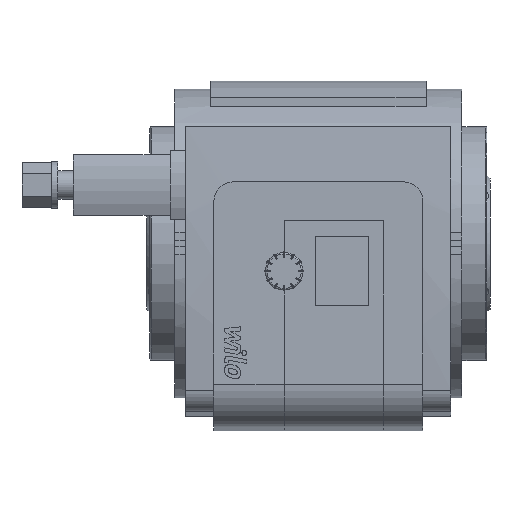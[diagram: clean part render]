
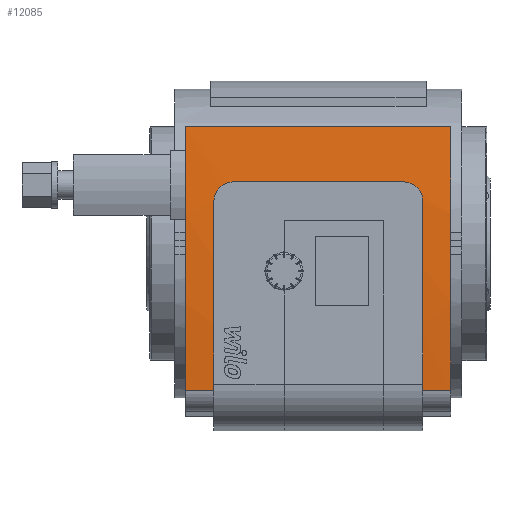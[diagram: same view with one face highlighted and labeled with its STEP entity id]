
A CAD part, front view. The second image highlights one B-rep face of the part: STEP entity #12085.
In plain terms, the highlighted cylindrical face has radius 830.478 mm (diameter 1660.96 mm), a partial arc.
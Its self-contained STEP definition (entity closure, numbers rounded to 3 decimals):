
#173=B_SPLINE_CURVE_WITH_KNOTS('',3,(#18927,#18928,#18929,#18930,#18931,
#18932,#18933,#18934,#18935,#18936,#18937,#18938,#18939,#18940,#18941,#18942,
#18943,#18944,#18945,#18946,#18947,#18948,#18949,#18950,#18951,#18952,#18953,
#18954),.UNSPECIFIED.,.F.,.F.,(4,3,3,3,3,3,3,3,3,4),(0.,0.091,
0.375,0.599,0.75,0.845,
1.129,1.353,1.49,1.508),
 .UNSPECIFIED.);
#174=B_SPLINE_CURVE_WITH_KNOTS('',3,(#18982,#18983,#18984,#18985,#18986,
#18987,#18988,#18989,#18990,#18991,#18992,#18993,#18994,#18995,#18996,#18997,
#18998,#18999,#19000,#19001,#19002,#19003,#19004,#19005,#19006,#19007,#19008,
#19009),.UNSPECIFIED.,.F.,.F.,(4,3,3,3,3,3,3,3,3,4),(1.508,1.598,
1.883,2.106,2.255,2.353,2.636,
2.858,2.991,3.016),.UNSPECIFIED.);
#595=LINE('',#19065,#1787);
#597=LINE('',#19068,#1789);
#598=LINE('',#19070,#1790);
#599=LINE('',#19073,#1791);
#1787=VECTOR('',#15394,10.);
#1789=VECTOR('',#15398,10.);
#1790=VECTOR('',#15399,10.);
#1791=VECTOR('',#15402,10.);
#2753=CYLINDRICAL_SURFACE('',#13163,830.478);
#3219=FACE_OUTER_BOUND('',#3926,.T.);
#3926=EDGE_LOOP('',(#9270,#9271,#9272,#9273,#9274,#9275,#9276,#9277,#9278,
#9279));
#4690=CIRCLE('',#13142,830.478);
#4692=CIRCLE('',#13147,830.478);
#4698=CIRCLE('',#13155,830.478);
#4701=CIRCLE('',#13164,830.478);
#5276=VERTEX_POINT('',#18924);
#5277=VERTEX_POINT('',#18926);
#5283=VERTEX_POINT('',#18967);
#5287=VERTEX_POINT('',#18979);
#5288=VERTEX_POINT('',#18981);
#5289=VERTEX_POINT('',#19012);
#5300=VERTEX_POINT('',#19037);
#5301=VERTEX_POINT('',#19039);
#5309=VERTEX_POINT('',#19069);
#5310=VERTEX_POINT('',#19071);
#6715=EDGE_CURVE('',#5276,#5277,#173,.F.);
#6723=EDGE_CURVE('',#5276,#5283,#4690,.T.);
#6729=EDGE_CURVE('',#5287,#5288,#174,.F.);
#6731=EDGE_CURVE('',#5289,#5288,#4692,.T.);
#6744=EDGE_CURVE('',#5301,#5300,#4698,.T.);
#6757=EDGE_CURVE('',#5289,#5300,#595,.T.);
#6759=EDGE_CURVE('',#5287,#5277,#597,.T.);
#6760=EDGE_CURVE('',#5309,#5283,#598,.T.);
#6761=EDGE_CURVE('',#5309,#5310,#4701,.T.);
#6762=EDGE_CURVE('',#5310,#5301,#599,.T.);
#9270=ORIENTED_EDGE('',*,*,#6731,.T.);
#9271=ORIENTED_EDGE('',*,*,#6729,.F.);
#9272=ORIENTED_EDGE('',*,*,#6759,.T.);
#9273=ORIENTED_EDGE('',*,*,#6715,.F.);
#9274=ORIENTED_EDGE('',*,*,#6723,.T.);
#9275=ORIENTED_EDGE('',*,*,#6760,.F.);
#9276=ORIENTED_EDGE('',*,*,#6761,.T.);
#9277=ORIENTED_EDGE('',*,*,#6762,.T.);
#9278=ORIENTED_EDGE('',*,*,#6744,.T.);
#9279=ORIENTED_EDGE('',*,*,#6757,.F.);
#12085=ADVANCED_FACE('',(#3219),#2753,.T.);
#13142=AXIS2_PLACEMENT_3D('',#18969,#15330,#15331);
#13147=AXIS2_PLACEMENT_3D('',#19013,#15345,#15346);
#13155=AXIS2_PLACEMENT_3D('',#19040,#15368,#15369);
#13163=AXIS2_PLACEMENT_3D('',#19067,#15396,#15397);
#13164=AXIS2_PLACEMENT_3D('',#19072,#15400,#15401);
#15330=DIRECTION('center_axis',(1.,0.,0.));
#15331=DIRECTION('ref_axis',(0.,-0.994,0.11));
#15345=DIRECTION('center_axis',(-1.,0.,0.));
#15346=DIRECTION('ref_axis',(0.,-0.994,0.11));
#15368=DIRECTION('center_axis',(1.,0.,0.));
#15369=DIRECTION('ref_axis',(0.,-0.994,-0.11));
#15394=DIRECTION('',(-1.,0.,0.));
#15396=DIRECTION('center_axis',(1.,0.,0.));
#15397=DIRECTION('ref_axis',(0.,-0.994,0.11));
#15398=DIRECTION('',(1.,0.,0.));
#15399=DIRECTION('',(-1.,0.,0.));
#15400=DIRECTION('center_axis',(-1.,0.,0.));
#15401=DIRECTION('ref_axis',(0.,-0.994,0.11));
#15402=DIRECTION('',(-1.,0.,0.));
#18924=CARTESIAN_POINT('',(175.,-238.36,27.5));
#18926=CARTESIAN_POINT('',(165.,-237.775,37.5));
#18927=CARTESIAN_POINT('Ctrl Pts',(165.,-237.775,37.5));
#18928=CARTESIAN_POINT('Ctrl Pts',(165.304,-237.775,37.5));
#18929=CARTESIAN_POINT('Ctrl Pts',(165.612,-237.776,37.486));
#18930=CARTESIAN_POINT('Ctrl Pts',(165.923,-237.778,37.457));
#18931=CARTESIAN_POINT('Ctrl Pts',(166.892,-237.784,37.368));
#18932=CARTESIAN_POINT('Ctrl Pts',(167.881,-237.799,37.129));
#18933=CARTESIAN_POINT('Ctrl Pts',(168.81,-237.824,36.746));
#18934=CARTESIAN_POINT('Ctrl Pts',(169.541,-237.843,36.444));
#18935=CARTESIAN_POINT('Ctrl Pts',(170.237,-237.868,36.054));
#18936=CARTESIAN_POINT('Ctrl Pts',(170.867,-237.896,35.598));
#18937=CARTESIAN_POINT('Ctrl Pts',(171.292,-237.915,35.29));
#18938=CARTESIAN_POINT('Ctrl Pts',(171.687,-237.936,34.952));
#18939=CARTESIAN_POINT('Ctrl Pts',(172.045,-237.958,34.597));
#18940=CARTESIAN_POINT('Ctrl Pts',(172.27,-237.971,34.374));
#18941=CARTESIAN_POINT('Ctrl Pts',(172.486,-237.986,34.138));
#18942=CARTESIAN_POINT('Ctrl Pts',(172.693,-238.001,33.889));
#18943=CARTESIAN_POINT('Ctrl Pts',(173.314,-238.046,33.141));
#18944=CARTESIAN_POINT('Ctrl Pts',(173.845,-238.097,32.273));
#18945=CARTESIAN_POINT('Ctrl Pts',(174.231,-238.15,31.346));
#18946=CARTESIAN_POINT('Ctrl Pts',(174.535,-238.191,30.615));
#18947=CARTESIAN_POINT('Ctrl Pts',(174.752,-238.234,29.847));
#18948=CARTESIAN_POINT('Ctrl Pts',(174.875,-238.276,29.079));
#18949=CARTESIAN_POINT('Ctrl Pts',(174.95,-238.302,28.609));
#18950=CARTESIAN_POINT('Ctrl Pts',(174.99,-238.327,28.139));
#18951=CARTESIAN_POINT('Ctrl Pts',(174.998,-238.351,27.68));
#18952=CARTESIAN_POINT('Ctrl Pts',(174.999,-238.354,27.62));
#18953=CARTESIAN_POINT('Ctrl Pts',(175.,-238.357,27.56));
#18954=CARTESIAN_POINT('Ctrl Pts',(175.,-238.36,27.5));
#18967=CARTESIAN_POINT('',(175.,-235.82,-94.09));
#18969=CARTESIAN_POINT('Origin',(175.,590.978,-15.993));
#18979=CARTESIAN_POINT('',(55.,-237.775,37.5));
#18981=CARTESIAN_POINT('',(45.,-238.36,27.5));
#18982=CARTESIAN_POINT('Ctrl Pts',(45.,-238.36,27.5));
#18983=CARTESIAN_POINT('Ctrl Pts',(45.,-238.345,27.801));
#18984=CARTESIAN_POINT('Ctrl Pts',(45.014,-238.328,28.106));
#18985=CARTESIAN_POINT('Ctrl Pts',(45.042,-238.312,28.414));
#18986=CARTESIAN_POINT('Ctrl Pts',(45.131,-238.26,29.383));
#18987=CARTESIAN_POINT('Ctrl Pts',(45.369,-238.205,30.374));
#18988=CARTESIAN_POINT('Ctrl Pts',(45.752,-238.152,31.305));
#18989=CARTESIAN_POINT('Ctrl Pts',(46.053,-238.11,32.036));
#18990=CARTESIAN_POINT('Ctrl Pts',(46.443,-238.07,32.732));
#18991=CARTESIAN_POINT('Ctrl Pts',(46.898,-238.032,33.362));
#18992=CARTESIAN_POINT('Ctrl Pts',(47.202,-238.007,33.781));
#18993=CARTESIAN_POINT('Ctrl Pts',(47.533,-237.984,34.171));
#18994=CARTESIAN_POINT('Ctrl Pts',(47.883,-237.962,34.525));
#18995=CARTESIAN_POINT('Ctrl Pts',(48.112,-237.948,34.756));
#18996=CARTESIAN_POINT('Ctrl Pts',(48.354,-237.934,34.979));
#18997=CARTESIAN_POINT('Ctrl Pts',(48.611,-237.921,35.193));
#18998=CARTESIAN_POINT('Ctrl Pts',(49.357,-237.883,35.813));
#18999=CARTESIAN_POINT('Ctrl Pts',(50.223,-237.849,36.342));
#19000=CARTESIAN_POINT('Ctrl Pts',(51.149,-237.825,36.729));
#19001=CARTESIAN_POINT('Ctrl Pts',(51.872,-237.806,37.031));
#19002=CARTESIAN_POINT('Ctrl Pts',(52.633,-237.792,37.246));
#19003=CARTESIAN_POINT('Ctrl Pts',(53.393,-237.784,37.37));
#19004=CARTESIAN_POINT('Ctrl Pts',(53.85,-237.779,37.444));
#19005=CARTESIAN_POINT('Ctrl Pts',(54.306,-237.776,37.486));
#19006=CARTESIAN_POINT('Ctrl Pts',(54.753,-237.776,37.497));
#19007=CARTESIAN_POINT('Ctrl Pts',(54.835,-237.775,37.499));
#19008=CARTESIAN_POINT('Ctrl Pts',(54.918,-237.775,37.5));
#19009=CARTESIAN_POINT('Ctrl Pts',(55.001,-237.775,37.5));
#19012=CARTESIAN_POINT('',(45.,-235.82,-94.09));
#19013=CARTESIAN_POINT('Origin',(45.,590.978,-15.993));
#19037=CARTESIAN_POINT('',(25.,-235.82,-94.09));
#19039=CARTESIAN_POINT('',(25.,-234.5,75.));
#19040=CARTESIAN_POINT('Origin',(25.,590.978,-15.993));
#19065=CARTESIAN_POINT('',(110.,-235.82,-94.09));
#19067=CARTESIAN_POINT('Origin',(110.,590.978,-15.993));
#19068=CARTESIAN_POINT('',(110.,-237.775,37.5));
#19069=CARTESIAN_POINT('',(195.,-235.82,-94.09));
#19070=CARTESIAN_POINT('',(110.,-235.82,-94.09));
#19071=CARTESIAN_POINT('',(195.,-234.5,75.));
#19072=CARTESIAN_POINT('Origin',(195.,590.978,-15.993));
#19073=CARTESIAN_POINT('',(110.,-234.5,75.));
